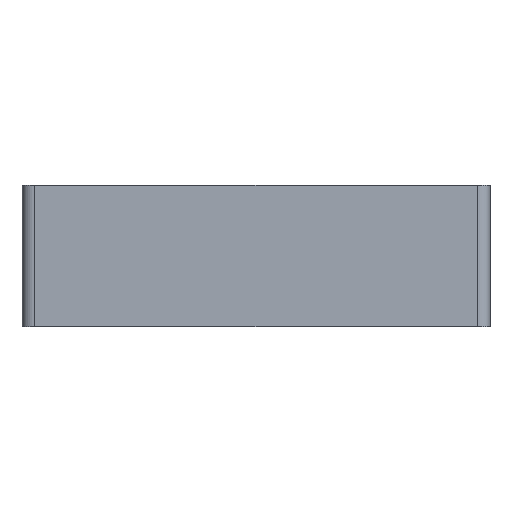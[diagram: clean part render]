
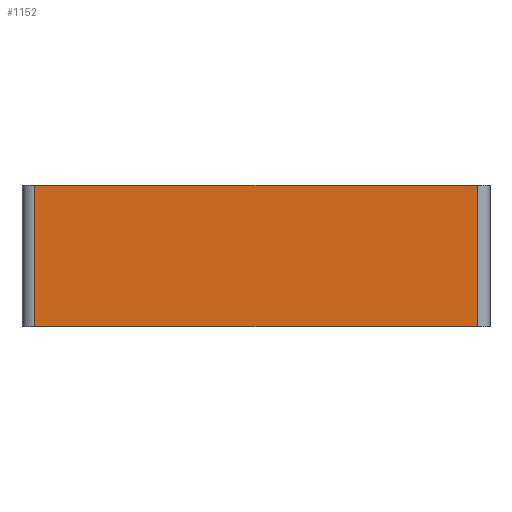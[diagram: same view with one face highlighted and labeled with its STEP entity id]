
A CAD part, front view. The second image highlights one B-rep face of the part: STEP entity #1152.
In plain terms, the highlighted planar face has unit normal (0, -1, 0).
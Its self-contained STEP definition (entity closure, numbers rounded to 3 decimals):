
#29=PLANE('',#1231);
#65=FACE_OUTER_BOUND('',#124,.T.);
#124=EDGE_LOOP('',(#807,#808,#809,#810));
#190=LINE('',#1682,#316);
#199=LINE('',#1708,#325);
#200=LINE('',#1712,#326);
#201=LINE('',#1713,#327);
#316=VECTOR('',#1342,10.);
#325=VECTOR('',#1365,10.);
#326=VECTOR('',#1370,10.);
#327=VECTOR('',#1371,10.);
#491=VERTEX_POINT('',#1679);
#492=VERTEX_POINT('',#1681);
#502=VERTEX_POINT('',#1707);
#503=VERTEX_POINT('',#1711);
#609=EDGE_CURVE('',#491,#492,#190,.T.);
#622=EDGE_CURVE('',#492,#502,#199,.T.);
#624=EDGE_CURVE('',#503,#491,#200,.T.);
#625=EDGE_CURVE('',#503,#502,#201,.T.);
#807=ORIENTED_EDGE('',*,*,#622,.F.);
#808=ORIENTED_EDGE('',*,*,#609,.F.);
#809=ORIENTED_EDGE('',*,*,#624,.F.);
#810=ORIENTED_EDGE('',*,*,#625,.T.);
#1152=ADVANCED_FACE('',(#65),#29,.T.);
#1231=AXIS2_PLACEMENT_3D('',#1710,#1368,#1369);
#1342=DIRECTION('',(1.,0.,0.));
#1365=DIRECTION('',(0.,0.,-1.));
#1368=DIRECTION('center_axis',(0.,-1.,0.));
#1369=DIRECTION('ref_axis',(1.,0.,0.));
#1370=DIRECTION('',(0.,0.,1.));
#1371=DIRECTION('',(1.,0.,0.));
#1679=CARTESIAN_POINT('',(-43.95,-46.45,28.));
#1681=CARTESIAN_POINT('',(43.95,-46.45,28.));
#1682=CARTESIAN_POINT('',(-46.45,-46.45,28.));
#1707=CARTESIAN_POINT('',(43.95,-46.45,0.));
#1708=CARTESIAN_POINT('',(43.95,-46.45,0.));
#1710=CARTESIAN_POINT('Origin',(-46.45,-46.45,0.));
#1711=CARTESIAN_POINT('',(-43.95,-46.45,0.));
#1712=CARTESIAN_POINT('',(-43.95,-46.45,0.));
#1713=CARTESIAN_POINT('',(-46.45,-46.45,0.));
